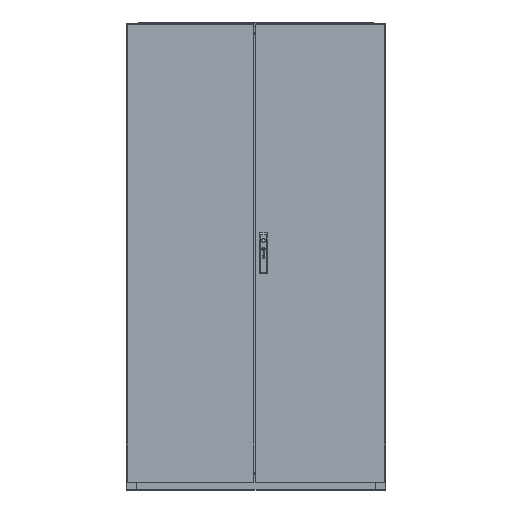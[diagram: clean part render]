
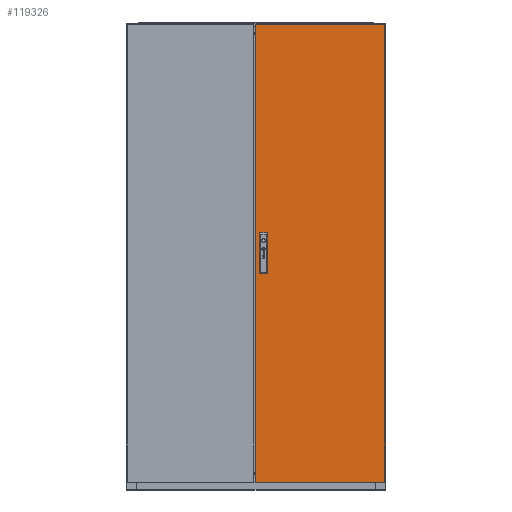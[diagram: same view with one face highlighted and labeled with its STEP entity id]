
A CAD part, top view. The second image highlights one B-rep face of the part: STEP entity #119326.
In plain terms, the highlighted planar face has unit normal (0, 0, 1).
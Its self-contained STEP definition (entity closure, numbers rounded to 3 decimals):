
#4445 = DIRECTION ( 'NONE',  ( 1., 0., 0. ) ) ;
#4875 = ORIENTED_EDGE ( 'NONE', *, *, #34429, .T. ) ;
#6536 = CARTESIAN_POINT ( 'NONE',  ( -233.2, -78.5, 0. ) ) ;
#8049 = EDGE_CURVE ( 'NONE', #81074, #41356, #78109, .T. ) ;
#8576 = DIRECTION ( 'NONE',  ( 0., 1., 0. ) ) ;
#9154 = VERTEX_POINT ( 'NONE', #44884 ) ;
#11591 = EDGE_CURVE ( 'NONE', #97614, #81074, #76052, .T. ) ;
#12744 = VECTOR ( 'NONE', #48177, 1000. ) ;
#13612 = CARTESIAN_POINT ( 'NONE',  ( 250., -883.5, 0. ) ) ;
#16040 = EDGE_CURVE ( 'NONE', #112016, #41356, #101385, .T. ) ;
#18277 = CARTESIAN_POINT ( 'NONE',  ( -233.2, -78.5, 0. ) ) ;
#20953 = DIRECTION ( 'NONE',  ( 1., 0., 0. ) ) ;
#21008 = FACE_OUTER_BOUND ( 'NONE', #70863, .T. ) ;
#21640 = VECTOR ( 'NONE', #87778, 1000. ) ;
#22936 = EDGE_CURVE ( 'NONE', #97614, #112016, #29021, .T. ) ;
#27647 = CARTESIAN_POINT ( 'NONE',  ( -233.2, 78.5, 0. ) ) ;
#29021 = LINE ( 'NONE', #59583, #105674 ) ;
#34429 = EDGE_CURVE ( 'NONE', #9154, #122326, #115923, .T. ) ;
#36643 = DIRECTION ( 'NONE',  ( 1., 0., 0. ) ) ;
#41356 = VERTEX_POINT ( 'NONE', #111521 ) ;
#42041 = EDGE_CURVE ( 'NONE', #122326, #52997, #76050, .T. ) ;
#44268 = CARTESIAN_POINT ( 'NONE',  ( 0., 0., 0. ) ) ;
#44884 = CARTESIAN_POINT ( 'NONE',  ( 250., 883.5, 0. ) ) ;
#48177 = DIRECTION ( 'NONE',  ( -1., 0., 0. ) ) ;
#52084 = EDGE_CURVE ( 'NONE', #52997, #78726, #119274, .T. ) ;
#52997 = VERTEX_POINT ( 'NONE', #74656 ) ;
#56539 = ORIENTED_EDGE ( 'NONE', *, *, #126008, .T. ) ;
#59583 = CARTESIAN_POINT ( 'NONE',  ( -233.2, 0., 0. ) ) ;
#64306 = DIRECTION ( 'NONE',  ( 0., 0., 1. ) ) ;
#65574 = ORIENTED_EDGE ( 'NONE', *, *, #22936, .F. ) ;
#66165 = VECTOR ( 'NONE', #20953, 1000. ) ;
#70518 = AXIS2_PLACEMENT_3D ( 'NONE', #44268, #64306, #4445 ) ;
#70863 = EDGE_LOOP ( 'NONE', ( #56539, #4875, #83363, #79077 ) ) ;
#71046 = DIRECTION ( 'NONE',  ( 0., -1., 0. ) ) ;
#71930 = CARTESIAN_POINT ( 'NONE',  ( -202.8, 0., 0. ) ) ;
#72591 = ORIENTED_EDGE ( 'NONE', *, *, #11591, .T. ) ;
#72876 = VECTOR ( 'NONE', #36643, 1000. ) ;
#74656 = CARTESIAN_POINT ( 'NONE',  ( -250., -883.5, 0. ) ) ;
#74990 = VECTOR ( 'NONE', #71046, 1000. ) ;
#76050 = LINE ( 'NONE', #78288, #102574 ) ;
#76052 = LINE ( 'NONE', #106147, #72876 ) ;
#78109 = LINE ( 'NONE', #71930, #74990 ) ;
#78288 = CARTESIAN_POINT ( 'NONE',  ( -250., 883.5, 0. ) ) ;
#78726 = VERTEX_POINT ( 'NONE', #13612 ) ;
#79077 = ORIENTED_EDGE ( 'NONE', *, *, #52084, .T. ) ;
#79639 = DIRECTION ( 'NONE',  ( 0., -1., 0. ) ) ;
#80871 = CARTESIAN_POINT ( 'NONE',  ( -250., -883.5, 0. ) ) ;
#81074 = VERTEX_POINT ( 'NONE', #105643 ) ;
#83004 = ORIENTED_EDGE ( 'NONE', *, *, #8049, .T. ) ;
#83363 = ORIENTED_EDGE ( 'NONE', *, *, #42041, .T. ) ;
#87135 = ORIENTED_EDGE ( 'NONE', *, *, #16040, .F. ) ;
#87778 = DIRECTION ( 'NONE',  ( 1., 0., 0. ) ) ;
#94015 = PLANE ( 'NONE',  #70518 ) ;
#97614 = VERTEX_POINT ( 'NONE', #27647 ) ;
#97643 = FACE_BOUND ( 'NONE', #125006, .T. ) ;
#100129 = CARTESIAN_POINT ( 'NONE',  ( -250., 883.5, 0. ) ) ;
#101385 = LINE ( 'NONE', #18277, #21640 ) ;
#102574 = VECTOR ( 'NONE', #127602, 1000. ) ;
#102674 = LINE ( 'NONE', #108192, #126076 ) ;
#105643 = CARTESIAN_POINT ( 'NONE',  ( -202.8, 78.5, 0. ) ) ;
#105674 = VECTOR ( 'NONE', #79639, 1000. ) ;
#106147 = CARTESIAN_POINT ( 'NONE',  ( -233.2, 78.5, 0. ) ) ;
#108192 = CARTESIAN_POINT ( 'NONE',  ( 250., 883.5, 0. ) ) ;
#111521 = CARTESIAN_POINT ( 'NONE',  ( -202.8, -78.5, 0. ) ) ;
#112016 = VERTEX_POINT ( 'NONE', #6536 ) ;
#115923 = LINE ( 'NONE', #117961, #12744 ) ;
#117961 = CARTESIAN_POINT ( 'NONE',  ( -250., 883.5, 0. ) ) ;
#119274 = LINE ( 'NONE', #80871, #66165 ) ;
#119326 = ADVANCED_FACE ( 'NONE', ( #21008, #97643 ), #94015, .T. ) ;
#122326 = VERTEX_POINT ( 'NONE', #100129 ) ;
#125006 = EDGE_LOOP ( 'NONE', ( #65574, #72591, #83004, #87135 ) ) ;
#126008 = EDGE_CURVE ( 'NONE', #78726, #9154, #102674, .T. ) ;
#126076 = VECTOR ( 'NONE', #8576, 1000. ) ;
#127602 = DIRECTION ( 'NONE',  ( 0., -1., 0. ) ) ;
